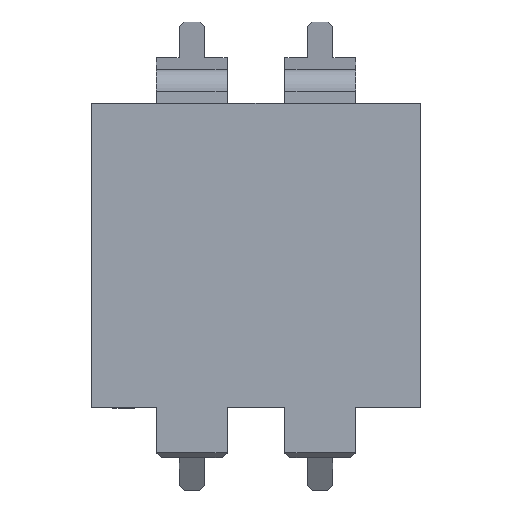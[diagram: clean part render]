
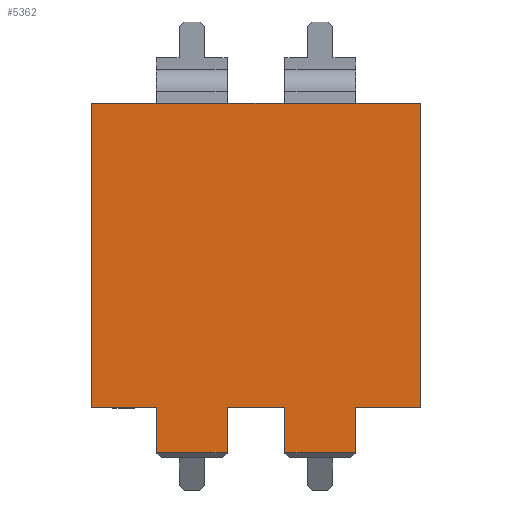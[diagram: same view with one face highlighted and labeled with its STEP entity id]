
A CAD part, top view. The second image highlights one B-rep face of the part: STEP entity #5362.
In plain terms, the highlighted planar face has unit normal (0, 0, 1).
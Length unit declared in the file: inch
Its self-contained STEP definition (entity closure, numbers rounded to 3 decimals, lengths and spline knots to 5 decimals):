
#160=CARTESIAN_POINT('',(0.07756,-0.11811,0.19685));
#161=VERTEX_POINT('',#160);
#170=CARTESIAN_POINT('',(0.07756,-0.15354,0.19685));
#171=VERTEX_POINT('',#170);
#172=CARTESIAN_POINT('',(0.07756,-0.15354,0.19685));
#173=DIRECTION('',(0.0,1.0,0.0));
#174=VECTOR('',#173,0.03543);
#175=LINE('',#172,#174);
#176=EDGE_CURVE('',#171,#161,#175,.T.);
#238=CARTESIAN_POINT('',(0.02244,-0.15354,0.19685));
#239=VERTEX_POINT('',#238);
#240=CARTESIAN_POINT('',(0.07756,-0.15354,0.19685));
#241=DIRECTION('',(-1.0,0.0,0.0));
#242=VECTOR('',#241,0.05512);
#243=LINE('',#240,#242);
#244=EDGE_CURVE('',#171,#239,#243,.T.);
#317=CARTESIAN_POINT('',(0.02244,-0.11811,0.19685));
#318=VERTEX_POINT('',#317);
#332=CARTESIAN_POINT('',(0.02244,-0.11811,0.19685));
#333=DIRECTION('',(0.0,-1.0,0.0));
#334=VECTOR('',#333,0.03543);
#335=LINE('',#332,#334);
#336=EDGE_CURVE('',#318,#239,#335,.T.);
#375=CARTESIAN_POINT('',(-0.02244,-0.11811,0.19685));
#376=VERTEX_POINT('',#375);
#385=CARTESIAN_POINT('',(-0.02244,-0.15354,0.19685));
#386=VERTEX_POINT('',#385);
#387=CARTESIAN_POINT('',(-0.02244,-0.15354,0.19685));
#388=DIRECTION('',(0.0,1.0,0.0));
#389=VECTOR('',#388,0.03543);
#390=LINE('',#387,#389);
#391=EDGE_CURVE('',#386,#376,#390,.T.);
#453=CARTESIAN_POINT('',(-0.07756,-0.15354,0.19685));
#454=VERTEX_POINT('',#453);
#455=CARTESIAN_POINT('',(-0.02244,-0.15354,0.19685));
#456=DIRECTION('',(-1.0,0.0,0.0));
#457=VECTOR('',#456,0.05512);
#458=LINE('',#455,#457);
#459=EDGE_CURVE('',#386,#454,#458,.T.);
#532=CARTESIAN_POINT('',(-0.07756,-0.11811,0.19685));
#533=VERTEX_POINT('',#532);
#547=CARTESIAN_POINT('',(-0.07756,-0.11811,0.19685));
#548=DIRECTION('',(0.0,-1.0,0.0));
#549=VECTOR('',#548,0.03543);
#550=LINE('',#547,#549);
#551=EDGE_CURVE('',#533,#454,#550,.T.);
#5144=CARTESIAN_POINT('',(0.02244,-0.11811,0.19685));
#5145=DIRECTION('',(-1.0,0.0,0.0));
#5146=VECTOR('',#5145,0.04488);
#5147=LINE('',#5144,#5146);
#5148=EDGE_CURVE('',#318,#376,#5147,.T.);
#5153=CARTESIAN_POINT('',(-0.12756,-0.11811,0.19685));
#5154=VERTEX_POINT('',#5153);
#5155=CARTESIAN_POINT('',(-0.07756,-0.11811,0.19685));
#5156=DIRECTION('',(-1.0,0.0,0.0));
#5157=VECTOR('',#5156,0.05);
#5158=LINE('',#5155,#5157);
#5159=EDGE_CURVE('',#533,#5154,#5158,.T.);
#5177=CARTESIAN_POINT('',(0.12756,-0.11811,0.19685));
#5178=VERTEX_POINT('',#5177);
#5185=CARTESIAN_POINT('',(0.12756,-0.11811,0.19685));
#5186=DIRECTION('',(-1.0,0.0,0.0));
#5187=VECTOR('',#5186,0.05);
#5188=LINE('',#5185,#5187);
#5189=EDGE_CURVE('',#5178,#161,#5188,.T.);
#5307=CARTESIAN_POINT('',(-0.12756,0.11811,0.19685));
#5308=VERTEX_POINT('',#5307);
#5322=CARTESIAN_POINT('',(-0.12756,0.11811,0.19685));
#5323=DIRECTION('',(0.0,-1.0,0.0));
#5324=VECTOR('',#5323,0.23622);
#5325=LINE('',#5322,#5324);
#5326=EDGE_CURVE('',#5308,#5154,#5325,.T.);
#5331=CARTESIAN_POINT('',(-0.14031,-0.16713,0.19685));
#5332=DIRECTION('',(0.0,0.0,1.0));
#5333=DIRECTION('',(1.0,0.0,0.0));
#5334=AXIS2_PLACEMENT_3D('',#5331,#5332,#5333);
#5335=PLANE('',#5334);
#5336=ORIENTED_EDGE('',*,*,#5189,.F.);
#5337=CARTESIAN_POINT('',(0.12756,0.11811,0.19685));
#5338=VERTEX_POINT('',#5337);
#5339=CARTESIAN_POINT('',(0.12756,-0.11811,0.19685));
#5340=DIRECTION('',(0.0,1.0,0.0));
#5341=VECTOR('',#5340,0.23622);
#5342=LINE('',#5339,#5341);
#5343=EDGE_CURVE('',#5178,#5338,#5342,.T.);
#5344=ORIENTED_EDGE('',*,*,#5343,.T.);
#5345=CARTESIAN_POINT('',(0.12756,0.11811,0.19685));
#5346=DIRECTION('',(-1.0,0.0,0.0));
#5347=VECTOR('',#5346,0.25512);
#5348=LINE('',#5345,#5347);
#5349=EDGE_CURVE('',#5338,#5308,#5348,.T.);
#5350=ORIENTED_EDGE('',*,*,#5349,.T.);
#5351=ORIENTED_EDGE('',*,*,#5326,.T.);
#5352=ORIENTED_EDGE('',*,*,#5159,.F.);
#5353=ORIENTED_EDGE('',*,*,#551,.T.);
#5354=ORIENTED_EDGE('',*,*,#459,.F.);
#5355=ORIENTED_EDGE('',*,*,#391,.T.);
#5356=ORIENTED_EDGE('',*,*,#5148,.F.);
#5357=ORIENTED_EDGE('',*,*,#336,.T.);
#5358=ORIENTED_EDGE('',*,*,#244,.F.);
#5359=ORIENTED_EDGE('',*,*,#176,.T.);
#5360=EDGE_LOOP('',(#5336,#5344,#5350,#5351,#5352,#5353,#5354,#5355,#5356,#5357,#5358,#5359));
#5361=FACE_OUTER_BOUND('',#5360,.T.);
#5362=ADVANCED_FACE('',(#5361),#5335,.T.);
